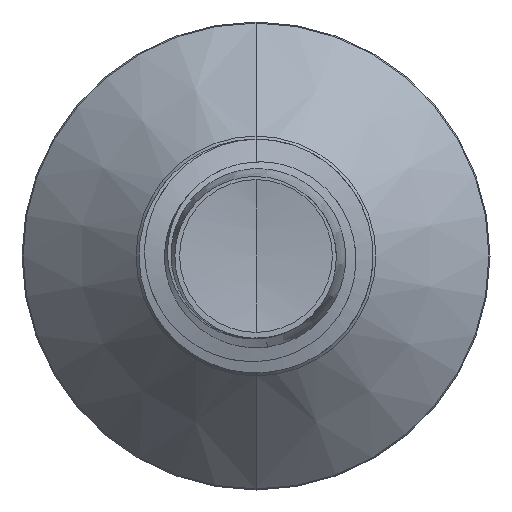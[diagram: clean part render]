
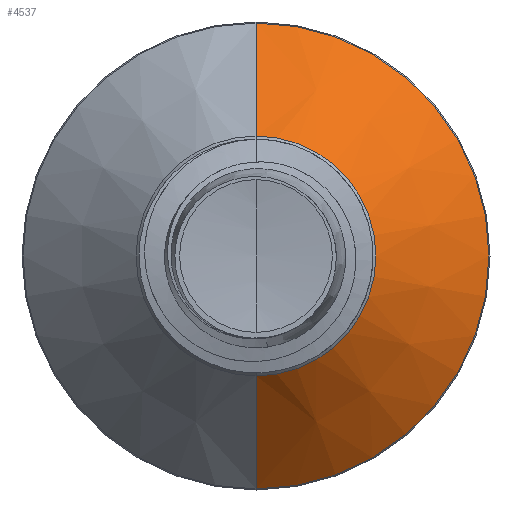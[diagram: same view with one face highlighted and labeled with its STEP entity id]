
A CAD part, front view. The second image highlights one B-rep face of the part: STEP entity #4537.
In plain terms, the highlighted conical face has half-angle 45 degrees and reference radius 2.563 mm.
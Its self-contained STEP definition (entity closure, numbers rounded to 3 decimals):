
#559 = CIRCLE ( 'NONE', #5343, 2.563 ) ;
#1130 = CARTESIAN_POINT ( 'NONE',  ( 0., 5.228, 0. ) ) ;
#2465 = CONICAL_SURFACE ( 'NONE', #7534, 2.563, 0.785 ) ;
#2525 = CARTESIAN_POINT ( 'NONE',  ( 0., 2.813, -2.563 ) ) ;
#2638 = FACE_OUTER_BOUND ( 'NONE', #9799, .T. ) ;
#2808 = DIRECTION ( 'NONE',  ( 0., 0., 1. ) ) ;
#3549 = AXIS2_PLACEMENT_3D ( 'NONE', #1130, #8273, #2808 ) ;
#3653 = VECTOR ( 'NONE', #6961, 1000. ) ;
#3808 = DIRECTION ( 'NONE',  ( 0., 1., 0. ) ) ;
#4076 = DIRECTION ( 'NONE',  ( 0., 0.707, -0.707 ) ) ;
#4537 = ADVANCED_FACE ( 'NONE', ( #2638 ), #2465, .T. ) ;
#4888 = CARTESIAN_POINT ( 'NONE',  ( 0., 5.228, -4.978 ) ) ;
#4918 = VERTEX_POINT ( 'NONE', #7465 ) ;
#5343 = AXIS2_PLACEMENT_3D ( 'NONE', #8633, #3808, #9167 ) ;
#6121 = ORIENTED_EDGE ( 'NONE', *, *, #8798, .T. ) ;
#6136 = ORIENTED_EDGE ( 'NONE', *, *, #9229, .T. ) ;
#6193 = ORIENTED_EDGE ( 'NONE', *, *, #9711, .F. ) ;
#6257 = ORIENTED_EDGE ( 'NONE', *, *, #9621, .F. ) ;
#6322 = LINE ( 'NONE', #2525, #6608 ) ;
#6357 = VERTEX_POINT ( 'NONE', #12005 ) ;
#6608 = VECTOR ( 'NONE', #4076, 1000. ) ;
#6961 = DIRECTION ( 'NONE',  ( 0., 0.707, 0.707 ) ) ;
#7099 = CARTESIAN_POINT ( 'NONE',  ( 0., 2.813, 0. ) ) ;
#7164 = DIRECTION ( 'NONE',  ( 0., 0., 1. ) ) ;
#7205 = DIRECTION ( 'NONE',  ( 0., 1., 0. ) ) ;
#7465 = CARTESIAN_POINT ( 'NONE',  ( 0., 5.228, 4.978 ) ) ;
#7534 = AXIS2_PLACEMENT_3D ( 'NONE', #7099, #7205, #7164 ) ;
#8030 = VERTEX_POINT ( 'NONE', #4888 ) ;
#8192 = LINE ( 'NONE', #8746, #3653 ) ;
#8273 = DIRECTION ( 'NONE',  ( 0., 1., 0. ) ) ;
#8633 = CARTESIAN_POINT ( 'NONE',  ( 0., 2.813, 0. ) ) ;
#8746 = CARTESIAN_POINT ( 'NONE',  ( 0., 2.813, 2.563 ) ) ;
#8798 = EDGE_CURVE ( 'NONE', #10474, #6357, #559, .T. ) ;
#9167 = DIRECTION ( 'NONE',  ( 0., 0., 1. ) ) ;
#9229 = EDGE_CURVE ( 'NONE', #6357, #8030, #6322, .T. ) ;
#9294 = CARTESIAN_POINT ( 'NONE',  ( 0., 2.813, 2.563 ) ) ;
#9621 = EDGE_CURVE ( 'NONE', #10474, #4918, #8192, .T. ) ;
#9711 = EDGE_CURVE ( 'NONE', #4918, #8030, #11651, .T. ) ;
#9799 = EDGE_LOOP ( 'NONE', ( #6121, #6136, #6193, #6257 ) ) ;
#10474 = VERTEX_POINT ( 'NONE', #9294 ) ;
#11651 = CIRCLE ( 'NONE', #3549, 4.978 ) ;
#12005 = CARTESIAN_POINT ( 'NONE',  ( 0., 2.813, -2.563 ) ) ;
